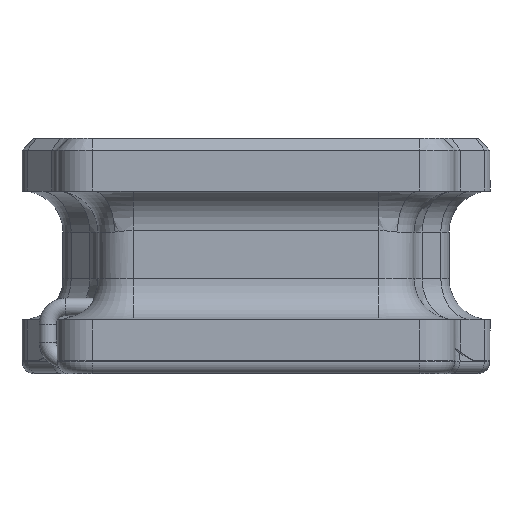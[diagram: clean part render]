
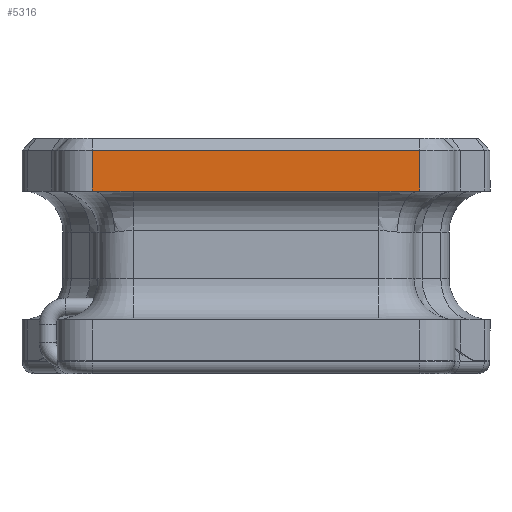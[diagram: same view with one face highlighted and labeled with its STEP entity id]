
A CAD part, left-side view. The second image highlights one B-rep face of the part: STEP entity #5316.
In plain terms, the highlighted planar face has unit normal (-1, 0, 0).
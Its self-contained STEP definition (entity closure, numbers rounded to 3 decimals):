
#369 = CARTESIAN_POINT ( 'NONE',  ( -1.9, -1.4, 1.56 ) ) ;
#637 = VECTOR ( 'NONE', #6004, 1000. ) ;
#760 = ORIENTED_EDGE ( 'NONE', *, *, #20101, .F. ) ;
#1250 = EDGE_CURVE ( 'NONE', #5879, #21924, #2473, .T. ) ;
#1449 = DIRECTION ( 'NONE',  ( 0., 1., 0. ) ) ;
#2403 = LINE ( 'NONE', #4395, #10488 ) ;
#2473 = LINE ( 'NONE', #17134, #9420 ) ;
#2761 = ORIENTED_EDGE ( 'NONE', *, *, #22374, .F. ) ;
#3940 = EDGE_CURVE ( 'NONE', #23082, #10933, #2403, .T. ) ;
#4205 = DIRECTION ( 'NONE',  ( 1., 0., 0. ) ) ;
#4395 = CARTESIAN_POINT ( 'NONE',  ( -1.9, -1.7, 1.56 ) ) ;
#4870 = FACE_OUTER_BOUND ( 'NONE', #22290, .T. ) ;
#5191 = VECTOR ( 'NONE', #16286, 1000. ) ;
#5200 = CARTESIAN_POINT ( 'NONE',  ( -1.9, 1.4, 2.01 ) ) ;
#5314 = CARTESIAN_POINT ( 'NONE',  ( -1.9, -1.7, 1.56 ) ) ;
#5316 = ADVANCED_FACE ( 'NONE', ( #4870 ), #12213, .F. ) ;
#5610 = CARTESIAN_POINT ( 'NONE',  ( -1.9, 1.05, 1.56 ) ) ;
#5879 = VERTEX_POINT ( 'NONE', #17685 ) ;
#6004 = DIRECTION ( 'NONE',  ( 0., 1., 0. ) ) ;
#6129 = DIRECTION ( 'NONE',  ( 0., 1., 0. ) ) ;
#6252 = CARTESIAN_POINT ( 'NONE',  ( -1.9, -1.7, 1.56 ) ) ;
#6549 = DIRECTION ( 'NONE',  ( 0., 1., 0. ) ) ;
#6600 = AXIS2_PLACEMENT_3D ( 'NONE', #9793, #4205, #11787 ) ;
#7643 = VERTEX_POINT ( 'NONE', #16741 ) ;
#8116 = VECTOR ( 'NONE', #20840, 1000. ) ;
#8691 = LINE ( 'NONE', #14521, #5191 ) ;
#8710 = VECTOR ( 'NONE', #6549, 1000. ) ;
#9037 = LINE ( 'NONE', #5314, #22074 ) ;
#9420 = VECTOR ( 'NONE', #13541, 1000. ) ;
#9793 = CARTESIAN_POINT ( 'NONE',  ( -1.9, 2., 2.01 ) ) ;
#9951 = CARTESIAN_POINT ( 'NONE',  ( -1.9, 1.4, 1.56 ) ) ;
#10488 = VECTOR ( 'NONE', #6129, 1000. ) ;
#10933 = VERTEX_POINT ( 'NONE', #5610 ) ;
#11126 = VERTEX_POINT ( 'NONE', #11557 ) ;
#11557 = CARTESIAN_POINT ( 'NONE',  ( -1.9, -1.396, 1.56 ) ) ;
#11787 = DIRECTION ( 'NONE',  ( 0., 1., 0. ) ) ;
#11944 = ORIENTED_EDGE ( 'NONE', *, *, #20622, .F. ) ;
#12213 = PLANE ( 'NONE',  #6600 ) ;
#12747 = ORIENTED_EDGE ( 'NONE', *, *, #23732, .T. ) ;
#12793 = DIRECTION ( 'NONE',  ( 0., 0., -1. ) ) ;
#13015 = ORIENTED_EDGE ( 'NONE', *, *, #1250, .T. ) ;
#13430 = CARTESIAN_POINT ( 'NONE',  ( -1.9, -1.7, 1.56 ) ) ;
#13541 = DIRECTION ( 'NONE',  ( 0., 1., 0. ) ) ;
#13940 = ORIENTED_EDGE ( 'NONE', *, *, #16305, .F. ) ;
#14521 = CARTESIAN_POINT ( 'NONE',  ( -1.9, -1.4, 2.01 ) ) ;
#15460 = LINE ( 'NONE', #6252, #637 ) ;
#15815 = EDGE_CURVE ( 'NONE', #21924, #16350, #16502, .T. ) ;
#16286 = DIRECTION ( 'NONE',  ( 0., 0., 1. ) ) ;
#16305 = EDGE_CURVE ( 'NONE', #10933, #7643, #17034, .T. ) ;
#16350 = VERTEX_POINT ( 'NONE', #9951 ) ;
#16502 = LINE ( 'NONE', #5200, #22363 ) ;
#16741 = CARTESIAN_POINT ( 'NONE',  ( -1.9, 1.396, 1.56 ) ) ;
#17034 = LINE ( 'NONE', #13430, #8116 ) ;
#17134 = CARTESIAN_POINT ( 'NONE',  ( -1.9, 1.4, 1.91 ) ) ;
#17685 = CARTESIAN_POINT ( 'NONE',  ( -1.9, -1.4, 1.91 ) ) ;
#18663 = VERTEX_POINT ( 'NONE', #369 ) ;
#19966 = CARTESIAN_POINT ( 'NONE',  ( -1.9, -1.05, 1.56 ) ) ;
#20050 = ORIENTED_EDGE ( 'NONE', *, *, #15815, .T. ) ;
#20101 = EDGE_CURVE ( 'NONE', #7643, #16350, #15460, .T. ) ;
#20137 = CARTESIAN_POINT ( 'NONE',  ( -1.9, 1.4, 1.91 ) ) ;
#20622 = EDGE_CURVE ( 'NONE', #18663, #11126, #9037, .T. ) ;
#20840 = DIRECTION ( 'NONE',  ( 0., 1., 0. ) ) ;
#21793 = CARTESIAN_POINT ( 'NONE',  ( -1.9, -1.7, 1.56 ) ) ;
#21924 = VERTEX_POINT ( 'NONE', #20137 ) ;
#22074 = VECTOR ( 'NONE', #1449, 1000. ) ;
#22290 = EDGE_LOOP ( 'NONE', ( #12747, #13015, #20050, #760, #13940, #22654, #2761, #11944 ) ) ;
#22363 = VECTOR ( 'NONE', #12793, 1000. ) ;
#22374 = EDGE_CURVE ( 'NONE', #11126, #23082, #23530, .T. ) ;
#22654 = ORIENTED_EDGE ( 'NONE', *, *, #3940, .F. ) ;
#23082 = VERTEX_POINT ( 'NONE', #19966 ) ;
#23530 = LINE ( 'NONE', #21793, #8710 ) ;
#23732 = EDGE_CURVE ( 'NONE', #18663, #5879, #8691, .T. ) ;
